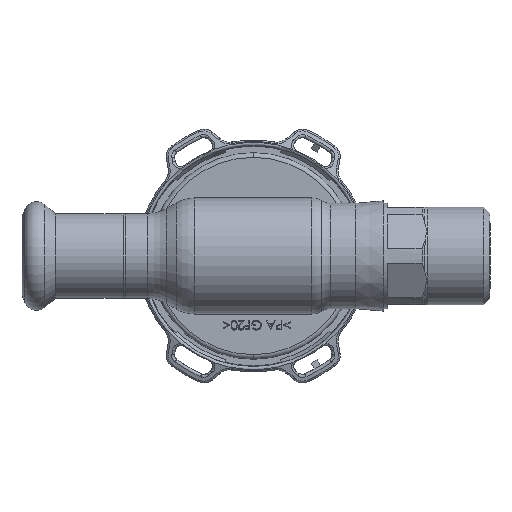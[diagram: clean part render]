
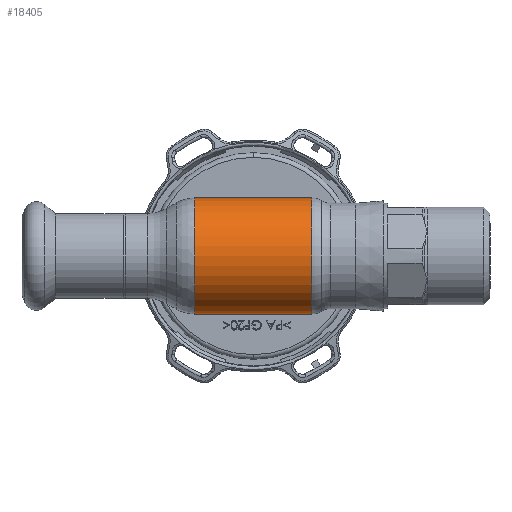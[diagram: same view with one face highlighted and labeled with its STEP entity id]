
A CAD part, front view. The second image highlights one B-rep face of the part: STEP entity #18405.
In plain terms, the highlighted cylindrical face has radius 12.5 mm (diameter 25 mm), a partial arc.
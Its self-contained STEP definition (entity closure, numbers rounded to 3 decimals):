
#1530 = VECTOR ( 'NONE', #20045, 1000. ) ;
#2131 = DIRECTION ( 'NONE',  ( 0., 0., 1. ) ) ;
#2871 = AXIS2_PLACEMENT_3D ( 'NONE', #5107, #33194, #2131 ) ;
#3440 = CARTESIAN_POINT ( 'NONE',  ( -62.69, 0., 12.5 ) ) ;
#3454 = AXIS2_PLACEMENT_3D ( 'NONE', #20628, #20452, #6127 ) ;
#3811 = EDGE_CURVE ( 'NONE', #9827, #14404, #11185, .T. ) ;
#5107 = CARTESIAN_POINT ( 'NONE',  ( 12.606, 0., 0. ) ) ;
#5518 = LINE ( 'NONE', #3440, #1530 ) ;
#5728 = CARTESIAN_POINT ( 'NONE',  ( -12.606, 0., -12.5 ) ) ;
#6127 = DIRECTION ( 'NONE',  ( 0., 0., 1. ) ) ;
#6453 = DIRECTION ( 'NONE',  ( -1., 0., 0. ) ) ;
#7448 = FACE_OUTER_BOUND ( 'NONE', #34716, .T. ) ;
#9827 = VERTEX_POINT ( 'NONE', #25847 ) ;
#10138 = ORIENTED_EDGE ( 'NONE', *, *, #26667, .F. ) ;
#10234 = CARTESIAN_POINT ( 'NONE',  ( -62.69, 0., 0. ) ) ;
#10446 = VERTEX_POINT ( 'NONE', #26249 ) ;
#11185 = CIRCLE ( 'NONE', #2871, 12.5 ) ;
#12236 = EDGE_CURVE ( 'NONE', #14404, #10446, #5518, .T. ) ;
#13930 = DIRECTION ( 'NONE',  ( 0., 0., 1. ) ) ;
#14141 = CIRCLE ( 'NONE', #3454, 12.5 ) ;
#14404 = VERTEX_POINT ( 'NONE', #21502 ) ;
#17298 = EDGE_CURVE ( 'NONE', #9827, #20952, #28911, .T. ) ;
#18405 = ADVANCED_FACE ( 'NONE', ( #7448 ), #33481, .T. ) ;
#20045 = DIRECTION ( 'NONE',  ( -1., 0., 0. ) ) ;
#20062 = CARTESIAN_POINT ( 'NONE',  ( -62.69, 0., -12.5 ) ) ;
#20452 = DIRECTION ( 'NONE',  ( -1., 0., 0. ) ) ;
#20628 = CARTESIAN_POINT ( 'NONE',  ( -12.606, 0., 0. ) ) ;
#20952 = VERTEX_POINT ( 'NONE', #5728 ) ;
#21502 = CARTESIAN_POINT ( 'NONE',  ( 12.606, 0., 12.5 ) ) ;
#25847 = CARTESIAN_POINT ( 'NONE',  ( 12.606, 0., -12.5 ) ) ;
#26249 = CARTESIAN_POINT ( 'NONE',  ( -12.606, 0., 12.5 ) ) ;
#26667 = EDGE_CURVE ( 'NONE', #20952, #10446, #14141, .T. ) ;
#27590 = ORIENTED_EDGE ( 'NONE', *, *, #3811, .T. ) ;
#27595 = AXIS2_PLACEMENT_3D ( 'NONE', #10234, #36520, #13930 ) ;
#28911 = LINE ( 'NONE', #20062, #31762 ) ;
#29789 = ORIENTED_EDGE ( 'NONE', *, *, #17298, .F. ) ;
#31762 = VECTOR ( 'NONE', #6453, 1000. ) ;
#32272 = ORIENTED_EDGE ( 'NONE', *, *, #12236, .T. ) ;
#33194 = DIRECTION ( 'NONE',  ( -1., 0., 0. ) ) ;
#33481 = CYLINDRICAL_SURFACE ( 'NONE', #27595, 12.5 ) ;
#34716 = EDGE_LOOP ( 'NONE', ( #29789, #27590, #32272, #10138 ) ) ;
#36520 = DIRECTION ( 'NONE',  ( -1., 0., 0. ) ) ;
